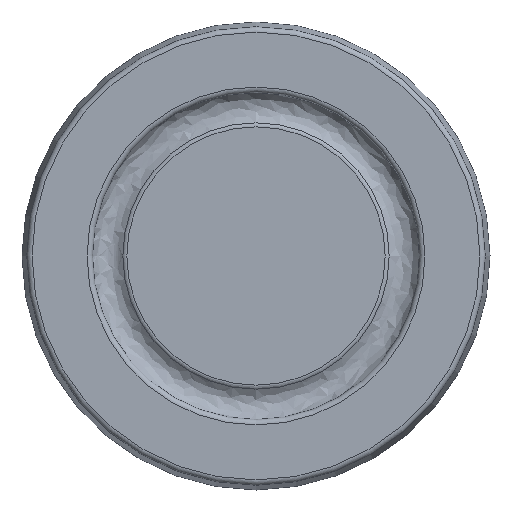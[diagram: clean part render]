
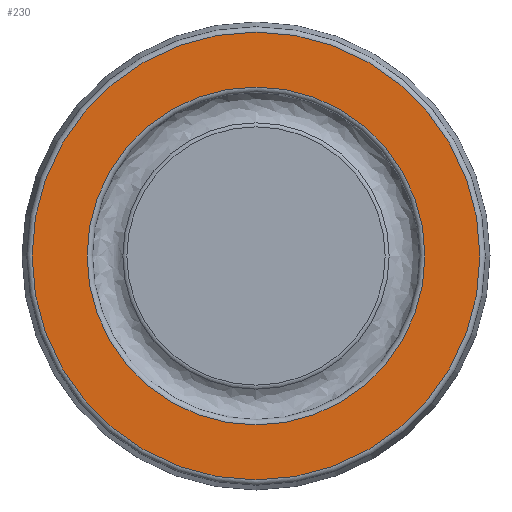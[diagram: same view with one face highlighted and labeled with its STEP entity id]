
A CAD part, left-side view. The second image highlights one B-rep face of the part: STEP entity #230.
In plain terms, the highlighted planar face has unit normal (-1, 0, 0).
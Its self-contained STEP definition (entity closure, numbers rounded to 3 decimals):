
#196=CARTESIAN_POINT('',(0.,15.487,0.0));
#197=VERTEX_POINT('',#196);
#198=CARTESIAN_POINT('',(0.,0.0,0.0));
#199=DIRECTION('',(1.0,0.0,0.0));
#200=DIRECTION('',(0.0,1.0,0.0));
#201=AXIS2_PLACEMENT_3D('',#198,#199,#200);
#202=CIRCLE('',#201,15.487);
#203=EDGE_CURVE('',#197,#197,#202,.T.);
#211=CARTESIAN_POINT('',(0.,18.009,0.0));
#212=DIRECTION('',(-1.0,0.0,0.0));
#213=DIRECTION('',(0.0,0.0,1.0));
#214=AXIS2_PLACEMENT_3D('',#211,#212,#213);
#215=PLANE('',#214);
#216=CARTESIAN_POINT('',(0.,20.53,0.0));
#217=VERTEX_POINT('',#216);
#218=CARTESIAN_POINT('',(0.,0.0,0.0));
#219=DIRECTION('',(1.0,0.0,0.0));
#220=DIRECTION('',(0.0,1.0,0.0));
#221=AXIS2_PLACEMENT_3D('',#218,#219,#220);
#222=CIRCLE('',#221,20.53);
#223=EDGE_CURVE('',#217,#217,#222,.T.);
#224=ORIENTED_EDGE('',*,*,#223,.F.);
#225=EDGE_LOOP('',(#224));
#226=FACE_OUTER_BOUND('',#225,.T.);
#227=ORIENTED_EDGE('',*,*,#203,.T.);
#228=EDGE_LOOP('',(#227));
#229=FACE_BOUND('',#228,.T.);
#230=ADVANCED_FACE('',(#226,#229),#215,.T.);
